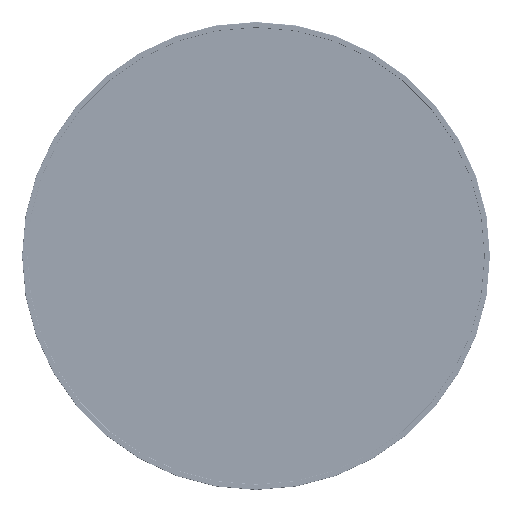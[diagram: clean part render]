
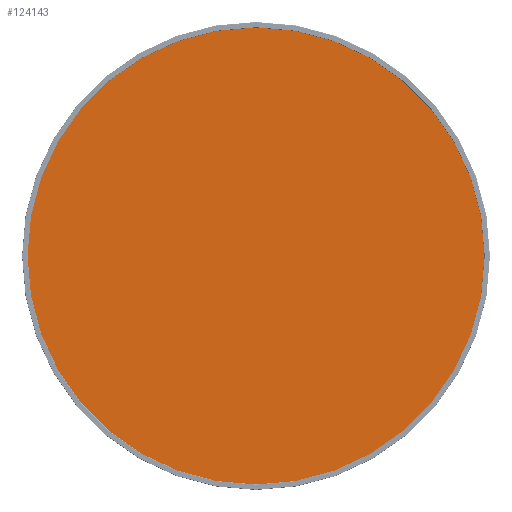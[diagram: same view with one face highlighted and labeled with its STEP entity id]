
A CAD part, top view. The second image highlights one B-rep face of the part: STEP entity #124143.
In plain terms, the highlighted face is planar.
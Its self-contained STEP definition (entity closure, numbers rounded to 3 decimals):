
#123548=CARTESIAN_POINT('',(209.834,2.8,-209.834));
#123549=DIRECTION('',(0.,-1.,0.));
#123550=DIRECTION('',(0.706,0.,0.708));
#123551=AXIS2_PLACEMENT_3D('',#123548,#123549,#123550);
#123563=CARTESIAN_POINT('',(0.,2.8,0.));
#123564=DIRECTION('',(0.,1.,0.));
#123565=DIRECTION('',(0.705,0.,-0.709));
#123566=AXIS2_PLACEMENT_3D('',#123563,#123564,#123565);
#123608=CARTESIAN_POINT('',(0.,2.8,0.));
#123609=DIRECTION('',(0.,1.,0.));
#123610=DIRECTION('',(0.809,0.,-0.588));
#123611=AXIS2_PLACEMENT_3D('',#123608,#123609,#123610);
#123638=CARTESIAN_POINT('',(0.,2.8,0.));
#123639=DIRECTION('',(0.,1.,0.));
#123640=DIRECTION('',(-0.588,0.,-0.809));
#123641=AXIS2_PLACEMENT_3D('',#123638,#123639,#123640);
#123653=CARTESIAN_POINT('',(0.,2.8,0.));
#123654=DIRECTION('',(0.,1.,0.));
#123655=DIRECTION('',(-0.709,0.,-0.705));
#123656=AXIS2_PLACEMENT_3D('',#123653,#123654,#123655);
#123683=CARTESIAN_POINT('',(0.,2.8,0.));
#123684=DIRECTION('',(0.,1.,0.));
#123685=DIRECTION('',(0.709,0.,0.705));
#123686=AXIS2_PLACEMENT_3D('',#123683,#123684,#123685);
#123728=CARTESIAN_POINT('',(0.,2.8,0.));
#123729=DIRECTION('',(0.,1.,0.));
#123730=DIRECTION('',(0.588,0.,0.809));
#123731=AXIS2_PLACEMENT_3D('',#123728,#123729,#123730);
#123758=CARTESIAN_POINT('',(0.,2.8,0.));
#123759=DIRECTION('',(0.,1.,0.));
#123760=DIRECTION('',(-0.809,0.,0.588));
#123761=AXIS2_PLACEMENT_3D('',#123758,#123759,#123760);
#123773=CARTESIAN_POINT('',(0.,2.8,0.));
#123774=DIRECTION('',(0.,1.,0.));
#123775=DIRECTION('',(-0.705,0.,0.709));
#123776=AXIS2_PLACEMENT_3D('',#123773,#123774,#123775);
#123796=CARTESIAN_POINT('',(-8.908,2.8,0.));
#123797=DIRECTION('',(0.,1.,0.));
#123798=DIRECTION('',(0.819,0.,0.574));
#123799=AXIS2_PLACEMENT_3D('',#123796,#123797,#123798);
#123804=CARTESIAN_POINT('',(0.,2.8,-8.908));
#123805=DIRECTION('',(0.,1.,0.));
#123806=DIRECTION('',(-0.574,0.,0.819));
#123807=AXIS2_PLACEMENT_3D('',#123804,#123805,#123806);
#123812=CARTESIAN_POINT('',(8.908,2.8,0.));
#123813=DIRECTION('',(0.,-1.,0.));
#123814=DIRECTION('',(-0.819,0.,0.574));
#123815=AXIS2_PLACEMENT_3D('',#123812,#123813,#123814);
#123820=CARTESIAN_POINT('',(0.,2.8,8.908));
#123821=DIRECTION('',(0.,1.,0.));
#123822=DIRECTION('',(0.574,0.,-0.819));
#123823=AXIS2_PLACEMENT_3D('',#123820,#123821,#123822);
#123836=CARTESIAN_POINT('',(209.834,2.8,209.834));
#123837=DIRECTION('',(0.,-1.,0.));
#123838=DIRECTION('',(-0.708,0.,0.706));
#123839=AXIS2_PLACEMENT_3D('',#123836,#123837,#123838);
#123844=CARTESIAN_POINT('',(-209.834,2.8,209.834));
#123845=DIRECTION('',(0.,-1.,0.));
#123846=DIRECTION('',(-0.706,0.,-0.708));
#123847=AXIS2_PLACEMENT_3D('',#123844,#123845,#123846);
#123860=CARTESIAN_POINT('',(-209.834,2.8,-209.834));
#123861=DIRECTION('',(0.,-1.,0.));
#123862=DIRECTION('',(0.708,0.,-0.706));
#123863=AXIS2_PLACEMENT_3D('',#123860,#123861,#123862);
#123880=CARTESIAN_POINT('',(-174.53,2.8,240.));
#123881=CARTESIAN_POINT('',(174.53,2.8,240.));
#123882=VERTEX_POINT('',#123880);
#123883=VERTEX_POINT('',#123881);
#123888=CARTESIAN_POINT('',(240.,2.8,174.53));
#123889=CARTESIAN_POINT('',(240.,2.8,-174.53));
#123890=VERTEX_POINT('',#123888);
#123891=VERTEX_POINT('',#123889);
#123896=CARTESIAN_POINT('',(174.53,2.8,-240.));
#123897=CARTESIAN_POINT('',(-174.53,2.8,-240.));
#123898=VERTEX_POINT('',#123896);
#123899=VERTEX_POINT('',#123897);
#123904=CARTESIAN_POINT('',(-240.,2.8,174.53));
#123905=CARTESIAN_POINT('',(-240.,2.8,-174.53));
#123906=VERTEX_POINT('',#123904);
#123907=VERTEX_POINT('',#123905);
#123909=CARTESIAN_POINT('',(209.126,2.8,-210.54));
#123911=VERTEX_POINT('',#123909);
#123913=CARTESIAN_POINT('',(210.54,2.8,-209.126));
#123915=VERTEX_POINT('',#123913);
#123917=CARTESIAN_POINT('',(-209.126,2.8,-210.54));
#123919=VERTEX_POINT('',#123917);
#123921=CARTESIAN_POINT('',(-210.54,2.8,-209.126));
#123923=VERTEX_POINT('',#123921);
#123925=CARTESIAN_POINT('',(210.54,2.8,209.126));
#123927=VERTEX_POINT('',#123925);
#123929=CARTESIAN_POINT('',(209.126,2.8,210.54));
#123931=VERTEX_POINT('',#123929);
#123933=CARTESIAN_POINT('',(-210.54,2.8,209.126));
#123935=VERTEX_POINT('',#123933);
#123937=CARTESIAN_POINT('',(-209.126,2.8,210.54));
#123939=VERTEX_POINT('',#123937);
#124113=CARTESIAN_POINT('',(0.,2.8,0.));
#124114=DIRECTION('',(0.,1.,0.));
#124115=DIRECTION('',(1.,0.,0.));
#124116=AXIS2_PLACEMENT_3D('',#124113,#124114,#124115);
#124117=PLANE('',#124116);
#124118=ORIENTED_EDGE('',*,*,#123988,.F.);
#124119=ORIENTED_EDGE('',*,*,#124018,.F.);
#124121=ORIENTED_EDGE('',*,*,#124120,.F.);
#124122=ORIENTED_EDGE('',*,*,#124060,.F.);
#124124=ORIENTED_EDGE('',*,*,#124123,.F.);
#124125=ORIENTED_EDGE('',*,*,#124078,.F.);
#124127=ORIENTED_EDGE('',*,*,#124126,.F.);
#124128=ORIENTED_EDGE('',*,*,#124105,.F.);
#124130=ORIENTED_EDGE('',*,*,#124129,.F.);
#124131=ORIENTED_EDGE('',*,*,#124093,.F.);
#124133=ORIENTED_EDGE('',*,*,#124132,.T.);
#124134=ORIENTED_EDGE('',*,*,#124045,.F.);
#124136=ORIENTED_EDGE('',*,*,#124135,.F.);
#124137=ORIENTED_EDGE('',*,*,#124033,.F.);
#124139=ORIENTED_EDGE('',*,*,#124138,.F.);
#124140=ORIENTED_EDGE('',*,*,#124001,.F.);
#124141=EDGE_LOOP('',(#124118,#124119,#124121,#124122,#124124,#124125,#124127,
#124128,#124130,#124131,#124133,#124134,#124136,#124137,#124139,#124140));
#124142=FACE_OUTER_BOUND('',#124141,.F.);
#124143=ADVANCED_FACE('',(#124142),#124117,.T.);
#123552=CIRCLE('',#123551,1.);
#123567=CIRCLE('',#123566,296.75);
#123612=CIRCLE('',#123611,296.75);
#123642=CIRCLE('',#123641,296.75);
#123657=CIRCLE('',#123656,296.75);
#123687=CIRCLE('',#123686,296.75);
#123732=CIRCLE('',#123731,296.75);
#123762=CIRCLE('',#123761,296.75);
#123777=CIRCLE('',#123776,296.75);
#123800=CIRCLE('',#123799,304.);
#123808=CIRCLE('',#123807,304.);
#123816=CIRCLE('',#123815,304.);
#123824=CIRCLE('',#123823,304.);
#123840=CIRCLE('',#123839,1.);
#123848=CIRCLE('',#123847,1.);
#123864=CIRCLE('',#123863,1.);
#123988=EDGE_CURVE('',#123915,#123911,#123552,.T.);
#124001=EDGE_CURVE('',#123911,#123898,#123567,.T.);
#124018=EDGE_CURVE('',#123891,#123915,#123612,.T.);
#124033=EDGE_CURVE('',#123899,#123919,#123642,.T.);
#124045=EDGE_CURVE('',#123923,#123907,#123657,.T.);
#124060=EDGE_CURVE('',#123927,#123890,#123687,.T.);
#124078=EDGE_CURVE('',#123883,#123931,#123732,.T.);
#124093=EDGE_CURVE('',#123906,#123935,#123762,.T.);
#124105=EDGE_CURVE('',#123939,#123882,#123777,.T.);
#124120=EDGE_CURVE('',#123890,#123891,#123800,.T.);
#124123=EDGE_CURVE('',#123931,#123927,#123840,.T.);
#124126=EDGE_CURVE('',#123882,#123883,#123808,.T.);
#124129=EDGE_CURVE('',#123935,#123939,#123848,.T.);
#124132=EDGE_CURVE('',#123906,#123907,#123816,.T.);
#124135=EDGE_CURVE('',#123919,#123923,#123864,.T.);
#124138=EDGE_CURVE('',#123898,#123899,#123824,.T.);
